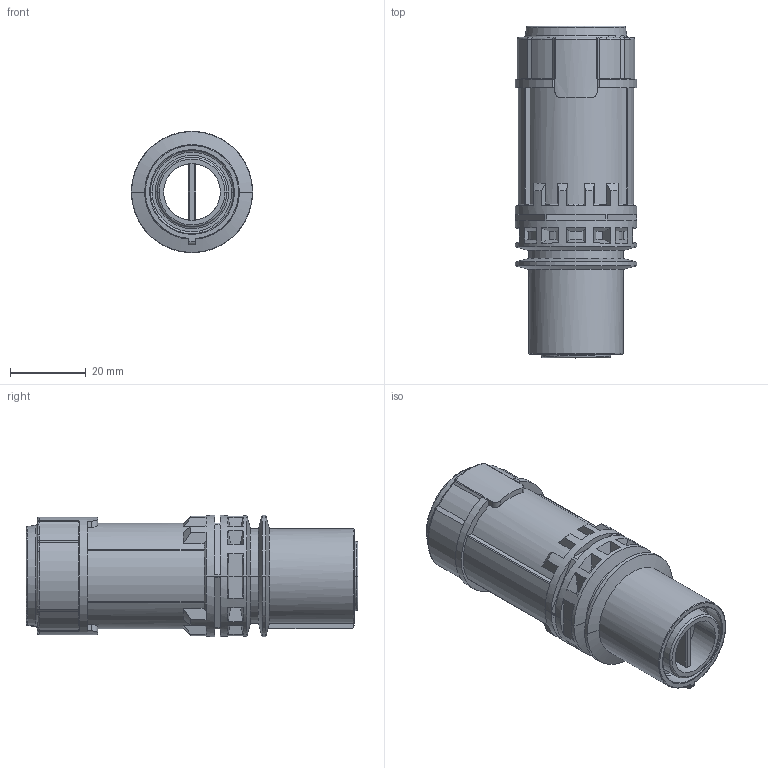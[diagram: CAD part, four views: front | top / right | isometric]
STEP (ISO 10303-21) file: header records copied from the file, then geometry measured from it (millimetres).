
FILE_DESCRIPTION((''),'2;1');
FILE_NAME('ASM0002_SW0004','2020-04-03T',('zl.chen'),(''),'PRO/ENGINEER BY PARAMETRIC TECHNOLOGY CORPORATION, 2012480','PRO/ENGINEER BY PARAMETRIC TECHNOLOGY CORPORATION, 2012480','');
FILE_SCHEMA(('CONFIG_CONTROL_DESIGN'));
Length unit declared in the file: inch
Products named in the file (1): ASM0002_SW0004
Bounding box: 32 x 87.7 x 32 mm (x, y, z)
Volume: 23309.7 mm3; surface area: 20512.3 mm2
Topology: 1 solids, 1 shells, 368 faces, 1030 edges, 675 vertices
Faces by surface type: plane 157, cylinder 93, cone 76, torus 32, bspline 6, sphere 4
Entity records: 12900 total; most frequent: CARTESIAN_POINT 3474, ORIENTED_EDGE 2060, DIRECTION 1907, EDGE_CURVE 1030, AXIS2_PLACEMENT_3D 753, VERTEX_POINT 675, VECTOR 401, LINE 401
